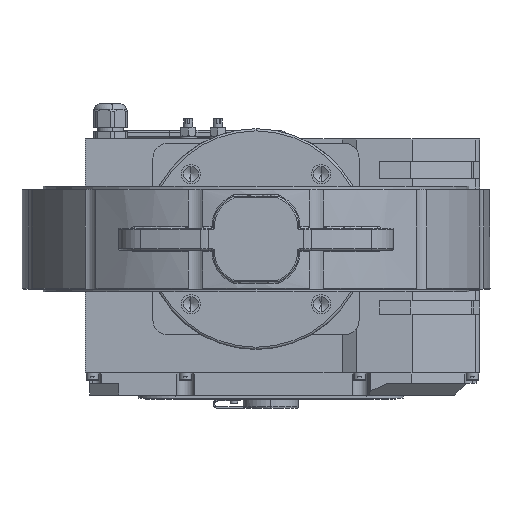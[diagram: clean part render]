
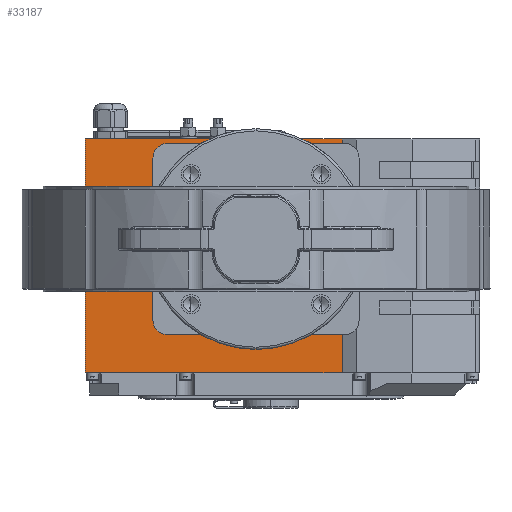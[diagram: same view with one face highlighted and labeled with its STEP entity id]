
A CAD part, front view. The second image highlights one B-rep face of the part: STEP entity #33187.
In plain terms, the highlighted planar face has unit normal (0, -1, 0).
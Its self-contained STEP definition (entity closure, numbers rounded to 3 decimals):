
#663 = DIRECTION ( 'NONE',  ( -1., 0., 0. ) ) ;
#1114 = CARTESIAN_POINT ( 'NONE',  ( -125.495, 200.227, 83.767 ) ) ;
#1305 = CARTESIAN_POINT ( 'NONE',  ( -79.495, 200.227, -39.233 ) ) ;
#1419 = VERTEX_POINT ( 'NONE', #31152 ) ;
#1704 = DIRECTION ( 'NONE',  ( 0., 0., -1. ) ) ;
#1770 = VERTEX_POINT ( 'NONE', #1305 ) ;
#2157 = ORIENTED_EDGE ( 'NONE', *, *, #14585, .F. ) ;
#3571 = CARTESIAN_POINT ( 'NONE',  ( -69.495, 200.227, 80.767 ) ) ;
#4084 = ORIENTED_EDGE ( 'NONE', *, *, #31126, .F. ) ;
#4269 = DIRECTION ( 'NONE',  ( 0., -1., 0. ) ) ;
#4451 = CARTESIAN_POINT ( 'NONE',  ( 48.979, 200.227, 80.767 ) ) ;
#4685 = ORIENTED_EDGE ( 'NONE', *, *, #10561, .F. ) ;
#4928 = DIRECTION ( 'NONE',  ( 1., 0., 0. ) ) ;
#5329 = ORIENTED_EDGE ( 'NONE', *, *, #8134, .F. ) ;
#6424 = DIRECTION ( 'NONE',  ( 0., 1., 0. ) ) ;
#6948 = FACE_OUTER_BOUND ( 'NONE', #27766, .T. ) ;
#7399 = EDGE_CURVE ( 'NONE', #9340, #22656, #23884, .T. ) ;
#7406 = ORIENTED_EDGE ( 'NONE', *, *, #7399, .F. ) ;
#7412 = CIRCLE ( 'NONE', #33836, 10. ) ;
#7463 = CARTESIAN_POINT ( 'NONE',  ( -125.495, 200.227, -60.233 ) ) ;
#7486 = DIRECTION ( 'NONE',  ( 1., 0., 0. ) ) ;
#8134 = EDGE_CURVE ( 'NONE', #14536, #1419, #7412, .T. ) ;
#8809 = VECTOR ( 'NONE', #35737, 1000. ) ;
#9087 = CARTESIAN_POINT ( 'NONE',  ( 48.979, 200.227, -60.233 ) ) ;
#9340 = VERTEX_POINT ( 'NONE', #24754 ) ;
#9523 = LINE ( 'NONE', #30233, #32947 ) ;
#10561 = EDGE_CURVE ( 'NONE', #1770, #36177, #40186, .T. ) ;
#12584 = VECTOR ( 'NONE', #26681, 1000. ) ;
#12964 = VECTOR ( 'NONE', #1704, 1000. ) ;
#13786 = CARTESIAN_POINT ( 'NONE',  ( -69.495, 200.227, -39.233 ) ) ;
#14021 = EDGE_CURVE ( 'NONE', #28462, #9340, #25997, .T. ) ;
#14536 = VERTEX_POINT ( 'NONE', #33039 ) ;
#14585 = EDGE_CURVE ( 'NONE', #32715, #24456, #9523, .T. ) ;
#14722 = CARTESIAN_POINT ( 'NONE',  ( -79.495, 200.227, 70.767 ) ) ;
#15518 = CARTESIAN_POINT ( 'NONE',  ( 48.979, 200.227, -75.233 ) ) ;
#16676 = VECTOR ( 'NONE', #30768, 1000. ) ;
#20677 = LINE ( 'NONE', #3571, #31176 ) ;
#21917 = CARTESIAN_POINT ( 'NONE',  ( 48.979, 200.227, -49.233 ) ) ;
#22648 = DIRECTION ( 'NONE',  ( -1., 0., 0. ) ) ;
#22656 = VERTEX_POINT ( 'NONE', #4451 ) ;
#23884 = LINE ( 'NONE', #36654, #12964 ) ;
#24456 = VERTEX_POINT ( 'NONE', #35114 ) ;
#24754 = CARTESIAN_POINT ( 'NONE',  ( 48.979, 200.227, 83.767 ) ) ;
#24970 = PLANE ( 'NONE',  #39695 ) ;
#25385 = DIRECTION ( 'NONE',  ( 1., 0., 0. ) ) ;
#25997 = LINE ( 'NONE', #32812, #12584 ) ;
#26094 = ORIENTED_EDGE ( 'NONE', *, *, #39024, .F. ) ;
#26536 = LINE ( 'NONE', #14722, #39477 ) ;
#26554 = EDGE_CURVE ( 'NONE', #32016, #24456, #35388, .T. ) ;
#26681 = DIRECTION ( 'NONE',  ( 1., 0., 0. ) ) ;
#26867 = CARTESIAN_POINT ( 'NONE',  ( -125.495, 200.227, -75.233 ) ) ;
#27256 = DIRECTION ( 'NONE',  ( 0., 0., -1. ) ) ;
#27503 = CARTESIAN_POINT ( 'NONE',  ( -69.495, 200.227, -49.233 ) ) ;
#27766 = EDGE_LOOP ( 'NONE', ( #29569, #35782, #2157, #41098, #4685, #26094, #5329, #4084, #7406, #35740 ) ) ;
#28462 = VERTEX_POINT ( 'NONE', #1114 ) ;
#29569 = ORIENTED_EDGE ( 'NONE', *, *, #36009, .T. ) ;
#29643 = LINE ( 'NONE', #40414, #16676 ) ;
#30233 = CARTESIAN_POINT ( 'NONE',  ( 48.979, 200.227, -60.233 ) ) ;
#30768 = DIRECTION ( 'NONE',  ( 1., 0., 0. ) ) ;
#30873 = EDGE_CURVE ( 'NONE', #36177, #32715, #29643, .T. ) ;
#31126 = EDGE_CURVE ( 'NONE', #22656, #14536, #20677, .T. ) ;
#31152 = CARTESIAN_POINT ( 'NONE',  ( -79.495, 200.227, 70.767 ) ) ;
#31176 = VECTOR ( 'NONE', #22648, 1000. ) ;
#31438 = VECTOR ( 'NONE', #4928, 1000. ) ;
#32016 = VERTEX_POINT ( 'NONE', #26867 ) ;
#32715 = VERTEX_POINT ( 'NONE', #21917 ) ;
#32812 = CARTESIAN_POINT ( 'NONE',  ( -125.495, 200.227, 83.767 ) ) ;
#32890 = AXIS2_PLACEMENT_3D ( 'NONE', #13786, #35919, #663 ) ;
#32947 = VECTOR ( 'NONE', #36645, 1000. ) ;
#33039 = CARTESIAN_POINT ( 'NONE',  ( -69.495, 200.227, 80.767 ) ) ;
#33187 = ADVANCED_FACE ( 'NONE', ( #6948 ), #24970, .F. ) ;
#33836 = AXIS2_PLACEMENT_3D ( 'NONE', #39234, #4269, #7486 ) ;
#34221 = LINE ( 'NONE', #7463, #8809 ) ;
#35114 = CARTESIAN_POINT ( 'NONE',  ( 48.979, 200.227, -75.233 ) ) ;
#35388 = LINE ( 'NONE', #15518, #31438 ) ;
#35737 = DIRECTION ( 'NONE',  ( 0., 0., -1. ) ) ;
#35740 = ORIENTED_EDGE ( 'NONE', *, *, #14021, .F. ) ;
#35782 = ORIENTED_EDGE ( 'NONE', *, *, #26554, .T. ) ;
#35919 = DIRECTION ( 'NONE',  ( 0., -1., 0. ) ) ;
#36009 = EDGE_CURVE ( 'NONE', #28462, #32016, #34221, .T. ) ;
#36177 = VERTEX_POINT ( 'NONE', #27503 ) ;
#36645 = DIRECTION ( 'NONE',  ( 0., 0., -1. ) ) ;
#36654 = CARTESIAN_POINT ( 'NONE',  ( 48.979, 200.227, 229.682 ) ) ;
#39024 = EDGE_CURVE ( 'NONE', #1419, #1770, #26536, .T. ) ;
#39234 = CARTESIAN_POINT ( 'NONE',  ( -69.495, 200.227, 70.767 ) ) ;
#39477 = VECTOR ( 'NONE', #27256, 1000. ) ;
#39695 = AXIS2_PLACEMENT_3D ( 'NONE', #9087, #6424, #25385 ) ;
#40186 = CIRCLE ( 'NONE', #32890, 10. ) ;
#40414 = CARTESIAN_POINT ( 'NONE',  ( -69.495, 200.227, -49.233 ) ) ;
#41098 = ORIENTED_EDGE ( 'NONE', *, *, #30873, .F. ) ;
